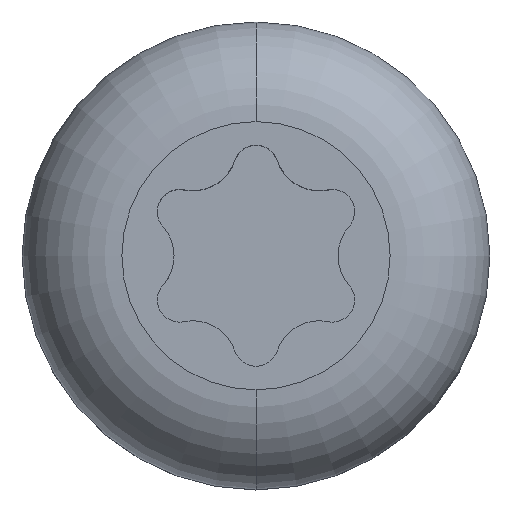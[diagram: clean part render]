
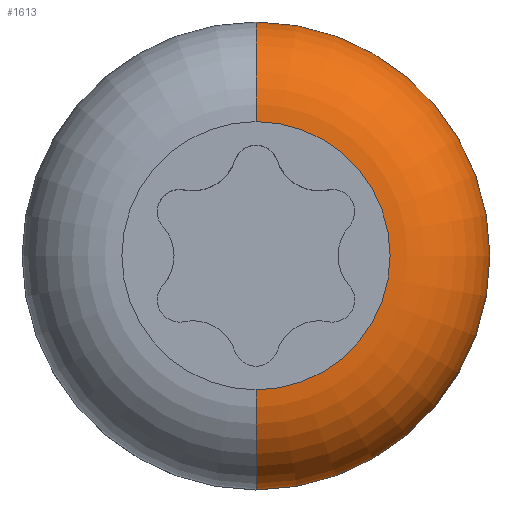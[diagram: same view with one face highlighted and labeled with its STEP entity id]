
A CAD part, top view. The second image highlights one B-rep face of the part: STEP entity #1613.
In plain terms, the highlighted toroidal (fillet/blend) face has major radius 0.537 mm and minor radius 0.4 mm.
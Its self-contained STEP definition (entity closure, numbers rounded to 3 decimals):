
#18 = CARTESIAN_POINT ( 'NONE',  ( 0., -0.938, 0.4 ) ) ;
#42 = CARTESIAN_POINT ( 'NONE',  ( 0., 0.537, 0.8 ) ) ;
#70 = CARTESIAN_POINT ( 'NONE',  ( 0., 0.938, 0.4 ) ) ;
#71 = CARTESIAN_POINT ( 'NONE',  ( 0.938, 0., 0.4 ) ) ;
#77 = CARTESIAN_POINT ( 'NONE',  ( 0., -0.538, 0.8 ) ) ;
#203 = ORIENTED_EDGE ( 'NONE', *, *, #1890, .F. ) ;
#211 = ORIENTED_EDGE ( 'NONE', *, *, #1969, .F. ) ;
#235 = ORIENTED_EDGE ( 'NONE', *, *, #1806, .T. ) ;
#238 = ORIENTED_EDGE ( 'NONE', *, *, #1814, .F. ) ;
#439 = CARTESIAN_POINT ( 'NONE',  ( 0., 0., 0.4 ) ) ;
#440 = DIRECTION ( 'NONE',  ( 0., 0., -1. ) ) ;
#441 = DIRECTION ( 'NONE',  ( 0., 1., 0. ) ) ;
#671 = EDGE_LOOP ( 'NONE', ( #3111, #235, #238, #203, #211 ) ) ;
#802 = AXIS2_PLACEMENT_3D ( 'NONE', #2956, #2954, #2959 ) ;
#818 = AXIS2_PLACEMENT_3D ( 'NONE', #1334, #1335, #1336 ) ;
#820 = AXIS2_PLACEMENT_3D ( 'NONE', #1373, #1374, #1375 ) ;
#832 = AXIS2_PLACEMENT_3D ( 'NONE', #439, #440, #441 ) ;
#849 = AXIS2_PLACEMENT_3D ( 'NONE', #2151, #2152, #2153 ) ;
#862 = AXIS2_PLACEMENT_3D ( 'NONE', #2279, #2280, #2281 ) ;
#1334 = CARTESIAN_POINT ( 'NONE',  ( 0., -0.538, 0.4 ) ) ;
#1335 = DIRECTION ( 'NONE',  ( 1., 0., 0. ) ) ;
#1336 = DIRECTION ( 'NONE',  ( 0., 1., 0. ) ) ;
#1373 = CARTESIAN_POINT ( 'NONE',  ( 0., 0., 0.4 ) ) ;
#1374 = DIRECTION ( 'NONE',  ( 0., 0., -1. ) ) ;
#1375 = DIRECTION ( 'NONE',  ( 0., 1., 0. ) ) ;
#1613 = ADVANCED_FACE ( 'NONE', ( #2660 ), #2665, .T. ) ;
#1806 = EDGE_CURVE ( 'NONE', #2512, #2449, #2698, .T. ) ;
#1814 = EDGE_CURVE ( 'NONE', #2506, #2449, #2703, .T. ) ;
#1890 = EDGE_CURVE ( 'NONE', #2505, #2506, #2764, .T. ) ;
#1934 = EDGE_CURVE ( 'NONE', #2477, #2512, #2807, .T. ) ;
#1969 = EDGE_CURVE ( 'NONE', #2477, #2505, #2848, .T. ) ;
#2151 = CARTESIAN_POINT ( 'NONE',  ( 0., 0., 0.8 ) ) ;
#2152 = DIRECTION ( 'NONE',  ( 0., 0., -1. ) ) ;
#2153 = DIRECTION ( 'NONE',  ( 0., 1., 0. ) ) ;
#2279 = CARTESIAN_POINT ( 'NONE',  ( 0., 0.537, 0.4 ) ) ;
#2280 = DIRECTION ( 'NONE',  ( -1., 0., 0. ) ) ;
#2281 = DIRECTION ( 'NONE',  ( 0., 0., 1. ) ) ;
#2449 = VERTEX_POINT ( 'NONE', #18 ) ;
#2477 = VERTEX_POINT ( 'NONE', #42 ) ;
#2505 = VERTEX_POINT ( 'NONE', #70 ) ;
#2506 = VERTEX_POINT ( 'NONE', #71 ) ;
#2512 = VERTEX_POINT ( 'NONE', #77 ) ;
#2660 = FACE_OUTER_BOUND ( 'NONE', #671, .T. ) ;
#2665 = TOROIDAL_SURFACE ( 'NONE', #802, 0.538, 0.4 ) ;
#2698 = CIRCLE ( 'NONE', #818, 0.4 ) ;
#2703 = CIRCLE ( 'NONE', #820, 0.938 ) ;
#2764 = CIRCLE ( 'NONE', #832, 0.938 ) ;
#2807 = CIRCLE ( 'NONE', #849, 0.538 ) ;
#2848 = CIRCLE ( 'NONE', #862, 0.4 ) ;
#2954 = DIRECTION ( 'NONE',  ( 0., 0., -1. ) ) ;
#2956 = CARTESIAN_POINT ( 'NONE',  ( 0., 0., 0.4 ) ) ;
#2959 = DIRECTION ( 'NONE',  ( 0., 1., 0. ) ) ;
#3111 = ORIENTED_EDGE ( 'NONE', *, *, #1934, .T. ) ;
